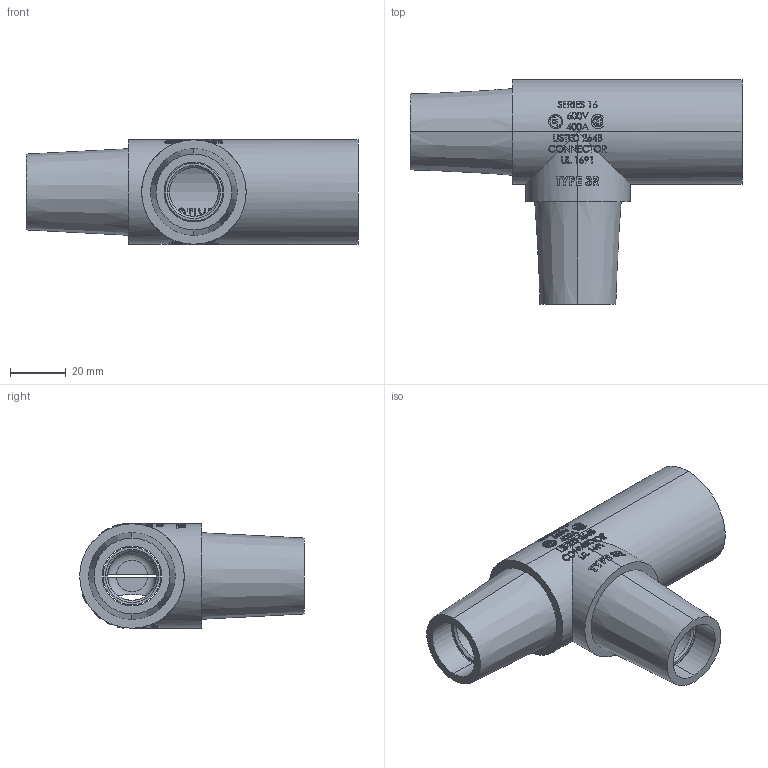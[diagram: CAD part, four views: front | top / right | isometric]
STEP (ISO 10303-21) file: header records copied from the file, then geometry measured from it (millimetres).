
FILE_DESCRIPTION (( 'STEP AP214' ), '1' );
FILE_NAME ('ORC4627-M01.STEP', '2024-04-19T18:16:26', ( '' ), ( '' ), 'SwSTEP 2.0', 'SolidWorks 2020', '' );
FILE_SCHEMA (( 'AUTOMOTIVE_DESIGN' ));
Length unit declared in the file: inch
Products named in the file (1): ORC4627-M01
Bounding box: 119.28 x 80.67 x 38.05 mm (x, y, z)
Surface area: 29689.9 mm2 (no closed solid volume)
Topology: 0 solids, 7 shells, 1199 faces, 4226 edges, 2881 vertices
Faces by surface type: plane 545, bspline 413, cylinder 227, cone 12, torus 2
Entity records: 81995 total; most frequent: CARTESIAN_POINT 34556, ORIENTED_EDGE 7021, DIRECTION 5135, EDGE_CURVE 4226, VERTEX_POINT 2881, VECTOR 2043, LINE 2043, AXIS2_PLACEMENT_3D 1546
